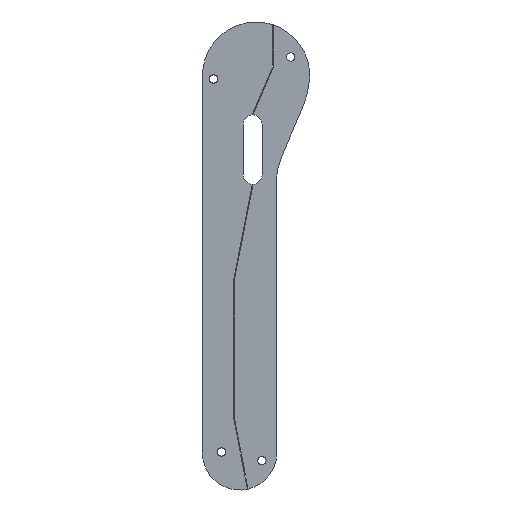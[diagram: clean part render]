
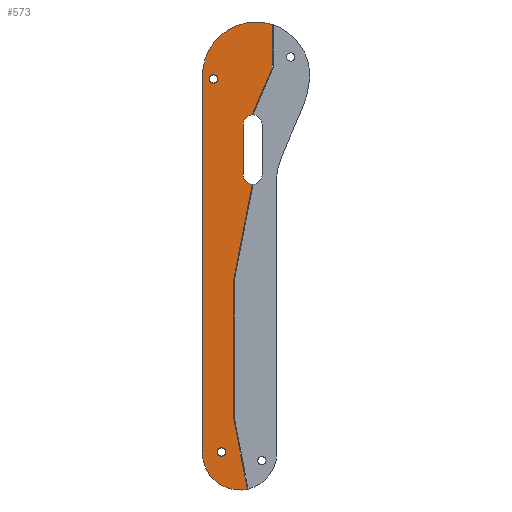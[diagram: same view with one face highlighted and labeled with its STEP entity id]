
A CAD part, left-side view. The second image highlights one B-rep face of the part: STEP entity #573.
In plain terms, the highlighted planar face has unit normal (-1, 0, 0).
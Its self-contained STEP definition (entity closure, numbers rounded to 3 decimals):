
#22=FACE_BOUND('',#102,.T.);
#23=FACE_BOUND('',#103,.T.);
#44=PLANE('',#631);
#68=FACE_OUTER_BOUND('',#101,.T.);
#101=EDGE_LOOP('',(#458,#459,#460,#461,#462,#463,#464,#465,#466,#467,#468));
#102=EDGE_LOOP('',(#469));
#103=EDGE_LOOP('',(#470));
#128=LINE('',#844,#183);
#132=LINE('',#851,#187);
#135=LINE('',#857,#190);
#138=LINE('',#865,#193);
#142=LINE('',#872,#197);
#148=LINE('',#898,#203);
#150=LINE('',#903,#205);
#183=VECTOR('',#679,10.);
#187=VECTOR('',#685,10.);
#190=VECTOR('',#690,10.);
#193=VECTOR('',#695,10.);
#197=VECTOR('',#701,10.);
#203=VECTOR('',#731,10.);
#205=VECTOR('',#739,10.);
#234=CIRCLE('',#606,1.15);
#236=CIRCLE('',#609,1.15);
#238=CIRCLE('',#617,10.3);
#240=CIRCLE('',#620,2.6);
#244=CIRCLE('',#626,2.6);
#245=CIRCLE('',#629,14.863);
#258=VERTEX_POINT('',#826);
#260=VERTEX_POINT('',#832);
#264=VERTEX_POINT('',#841);
#265=VERTEX_POINT('',#843);
#267=VERTEX_POINT('',#849);
#269=VERTEX_POINT('',#855);
#272=VERTEX_POINT('',#862);
#273=VERTEX_POINT('',#864);
#275=VERTEX_POINT('',#870);
#276=VERTEX_POINT('',#874);
#278=VERTEX_POINT('',#880);
#282=VERTEX_POINT('',#893);
#283=VERTEX_POINT('',#897);
#312=EDGE_CURVE('',#258,#258,#234,.T.);
#315=EDGE_CURVE('',#260,#260,#236,.T.);
#320=EDGE_CURVE('',#264,#265,#128,.F.);
#324=EDGE_CURVE('',#267,#264,#132,.F.);
#327=EDGE_CURVE('',#269,#267,#135,.F.);
#330=EDGE_CURVE('',#272,#273,#138,.F.);
#334=EDGE_CURVE('',#275,#272,#142,.F.);
#335=EDGE_CURVE('',#276,#265,#238,.F.);
#338=EDGE_CURVE('',#273,#278,#240,.T.);
#346=EDGE_CURVE('',#282,#269,#244,.T.);
#347=EDGE_CURVE('',#283,#276,#148,.F.);
#349=EDGE_CURVE('',#275,#283,#245,.F.);
#350=EDGE_CURVE('',#282,#278,#150,.F.);
#458=ORIENTED_EDGE('',*,*,#320,.F.);
#459=ORIENTED_EDGE('',*,*,#324,.F.);
#460=ORIENTED_EDGE('',*,*,#327,.F.);
#461=ORIENTED_EDGE('',*,*,#346,.F.);
#462=ORIENTED_EDGE('',*,*,#350,.T.);
#463=ORIENTED_EDGE('',*,*,#338,.F.);
#464=ORIENTED_EDGE('',*,*,#330,.F.);
#465=ORIENTED_EDGE('',*,*,#334,.F.);
#466=ORIENTED_EDGE('',*,*,#349,.T.);
#467=ORIENTED_EDGE('',*,*,#347,.T.);
#468=ORIENTED_EDGE('',*,*,#335,.T.);
#469=ORIENTED_EDGE('',*,*,#312,.T.);
#470=ORIENTED_EDGE('',*,*,#315,.T.);
#573=ADVANCED_FACE('',(#68,#22,#23),#44,.T.);
#606=AXIS2_PLACEMENT_3D('',#827,#663,#664);
#609=AXIS2_PLACEMENT_3D('',#833,#670,#671);
#617=AXIS2_PLACEMENT_3D('',#875,#704,#705);
#620=AXIS2_PLACEMENT_3D('',#881,#711,#712);
#626=AXIS2_PLACEMENT_3D('',#895,#727,#728);
#629=AXIS2_PLACEMENT_3D('',#901,#735,#736);
#631=AXIS2_PLACEMENT_3D('',#904,#740,#741);
#663=DIRECTION('center_axis',(1.,0.,0.));
#664=DIRECTION('ref_axis',(0.,0.,1.));
#670=DIRECTION('center_axis',(1.,0.,0.));
#671=DIRECTION('ref_axis',(0.,0.,1.));
#679=DIRECTION('',(0.,0.191,0.982));
#685=DIRECTION('',(0.,0.,1.));
#690=DIRECTION('',(0.,-0.191,0.982));
#695=DIRECTION('',(0.,-0.389,0.921));
#701=DIRECTION('',(0.,0.,1.));
#704=DIRECTION('center_axis',(1.,0.,0.));
#705=DIRECTION('ref_axis',(0.,1.,0.));
#711=DIRECTION('center_axis',(-1.,0.,0.));
#712=DIRECTION('ref_axis',(0.,-1.,0.));
#727=DIRECTION('center_axis',(-1.,0.,0.));
#728=DIRECTION('ref_axis',(0.,1.,0.));
#731=DIRECTION('',(0.,0.,1.));
#735=DIRECTION('center_axis',(1.,0.,0.));
#736=DIRECTION('ref_axis',(0.,-0.996,-0.087));
#739=DIRECTION('',(0.,0.,-1.));
#740=DIRECTION('center_axis',(-1.,0.,0.));
#741=DIRECTION('ref_axis',(0.,0.,1.));
#826=CARTESIAN_POINT('',(43.15,10.054,69.18));
#827=CARTESIAN_POINT('Origin',(43.15,10.054,70.33));
#832=CARTESIAN_POINT('',(43.15,7.801,-34.154));
#833=CARTESIAN_POINT('Origin',(43.15,7.801,-33.004));
#841=CARTESIAN_POINT('',(43.15,4.489,-23.53));
#843=CARTESIAN_POINT('',(43.15,0.642,-43.321));
#844=CARTESIAN_POINT('',(43.15,6.742,-11.943));
#849=CARTESIAN_POINT('',(43.15,4.489,14.445));
#851=CARTESIAN_POINT('',(43.15,4.489,-1.125));
#855=CARTESIAN_POINT('',(43.15,-0.702,41.152));
#857=CARTESIAN_POINT('',(43.15,3.828,17.845));
#862=CARTESIAN_POINT('',(43.15,-6.302,73.637));
#864=CARTESIAN_POINT('',(43.15,-0.694,60.348));
#865=CARTESIAN_POINT('',(43.15,6.609,43.043));
#870=CARTESIAN_POINT('',(43.15,-6.302,85.402));
#872=CARTESIAN_POINT('',(43.15,-6.302,47.459));
#874=CARTESIAN_POINT('',(43.15,13.1,-33.25));
#875=CARTESIAN_POINT('Origin',(43.15,2.8,-33.25));
#880=CARTESIAN_POINT('',(43.15,1.797,57.75));
#881=CARTESIAN_POINT('Origin',(43.15,-0.803,57.75));
#893=CARTESIAN_POINT('',(43.15,1.797,43.75));
#895=CARTESIAN_POINT('Origin',(43.15,-0.803,43.75));
#897=CARTESIAN_POINT('',(43.15,13.1,71.25));
#898=CARTESIAN_POINT('',(43.15,13.1,46.266));
#901=CARTESIAN_POINT('Origin',(43.15,-1.763,71.25));
#903=CARTESIAN_POINT('',(43.15,1.797,32.516));
#904=CARTESIAN_POINT('Origin',(43.15,3.349,21.281));
